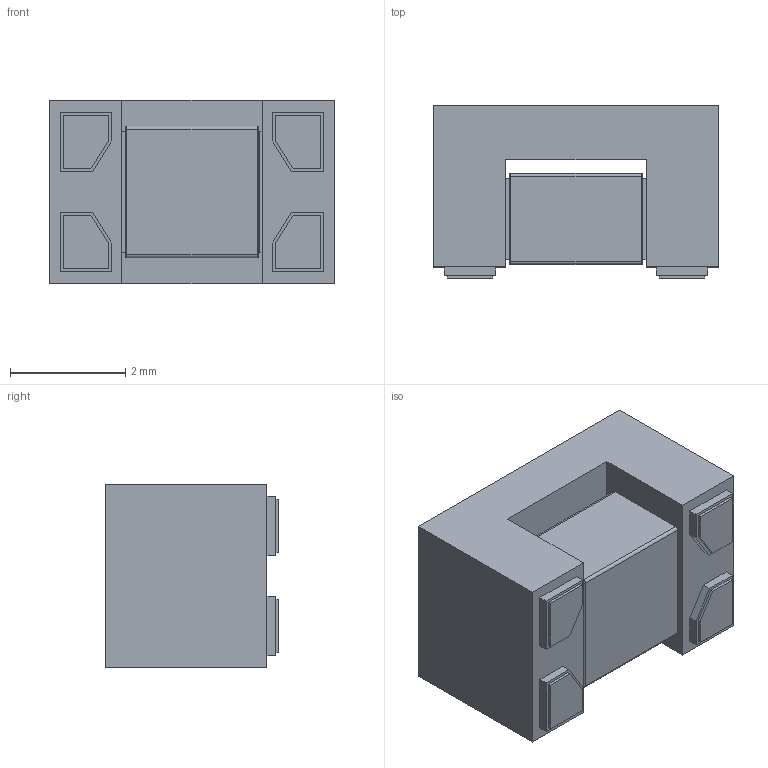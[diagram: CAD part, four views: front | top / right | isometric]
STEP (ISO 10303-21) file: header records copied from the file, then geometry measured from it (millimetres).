
FILE_DESCRIPTION (( 'STEP AP214' ), '1' );
FILE_NAME ('Coilcraft-1812CAN.STEP', '2018-12-19T08:09:56', ( '' ), ( '' ), 'SwSTEP 2.0', 'SolidWorks 2018', '' );
FILE_SCHEMA (( 'AUTOMOTIVE_DESIGN' ));
Length unit declared in the file: millimetre
Products named in the file (1): Coilcraft-1812CAN
Bounding box: 4.95 x 3 x 3.18 mm (x, y, z)
Volume: 39 mm3; surface area: 96.4 mm2
Topology: 1 solids, 1 shells, 93 faces, 227 edges, 146 vertices
Faces by surface type: plane 72, cylinder 13, bspline 8
Entity records: 3410 total; most frequent: CARTESIAN_POINT 611, ORIENTED_EDGE 454, DIRECTION 417, EDGE_CURVE 227, LINE 193, VECTOR 193, VERTEX_POINT 146, AXIS2_PLACEMENT_3D 112
